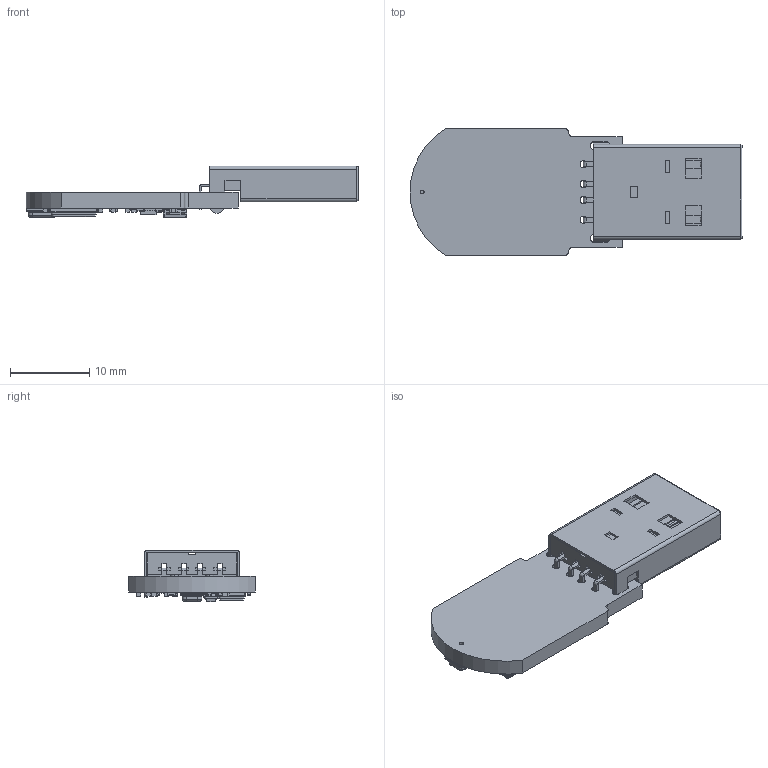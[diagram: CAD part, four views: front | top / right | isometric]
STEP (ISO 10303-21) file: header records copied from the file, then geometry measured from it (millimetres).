
FILE_DESCRIPTION(('KiCad electronic assembly'),'2;1');
FILE_NAME('mico.step','2021-12-03T13:25:49',('An Author'),('A Company'), 'Open CASCADE STEP processor 7.5','KiCad to STEP converter','Unknown' );
FILE_SCHEMA(('AUTOMOTIVE_DESIGN { 1 0 10303 214 1 1 1 1 }'));
Length unit declared in the file: millimetre
Products named in the file (18): Open CASCADE STEP translator 7.5 1; ICS-43432--3DModel-STEP-56544; COMPOUND; 480370001; DFN-8-1EP_2x2mm_P0.45mm_EP0.64x1.38mm; SOLID; SOT-23; C_0402_1005Metric; R_0402_1005Metric; Crystal_SMD_0603-4Pin_6.0x3.5mm; LED_0402_1005Metric
Assembly tree (42 placements, depth 3):
  Open CASCADE STEP translator 7.5 1
    ICS-43432--3DModel-STEP-56544
      COMPOUND
    480370001
      COMPOUND
    DFN-8-1EP_2x2mm_P0.45mm_EP0.64x1.38mm
      SOLID
    SOT-23
      SOLID
    C_0402_1005Metric  x19
      SOLID
    R_0402_1005Metric  x8
      SOLID
    Crystal_SMD_0603-4Pin_6.0x3.5mm
      SOLID
    LED_0402_1005Metric
      SOLID
    COMPOUND
Bounding box: 41.93 x 16 x 6.55 mm (x, y, z)
Volume: 1512.8 mm3; surface area: 3098.4 mm2
Topology: 44 solids, 44 shells, 1563 faces, 4077 edges, 2672 vertices
Faces by surface type: plane 965, cylinder 511, torus 44, bspline 35, cone 8
Full cylindrical faces by diameter (mm): 0.4 x1, 0.5 x1, 0.92 x4, 1.1 x2
Entity records: 62800 total; most frequent: CARTESIAN_POINT 13223, DIRECTION 8803, LINE 5756, VECTOR 5756, ORIENTED_EDGE 4566, PCURVE 4566, DEFINITIONAL_REPRESENTATION 4566, EDGE_CURVE 2283
